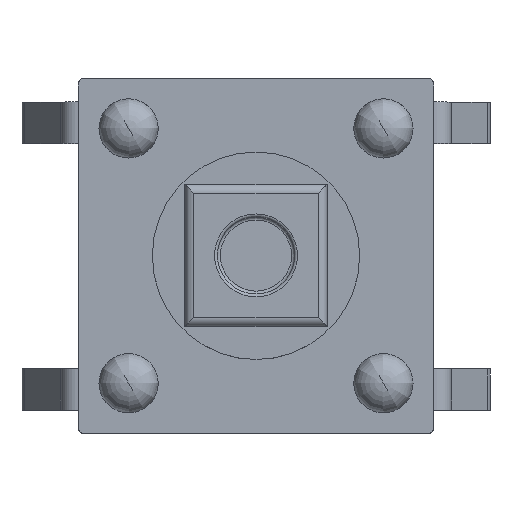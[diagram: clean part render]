
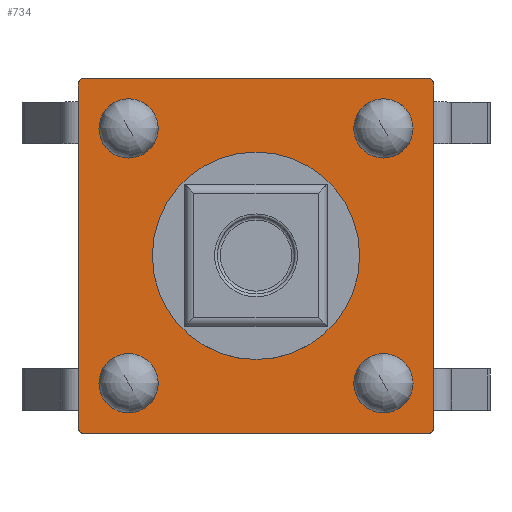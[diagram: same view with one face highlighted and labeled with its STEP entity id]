
A CAD part, top view. The second image highlights one B-rep face of the part: STEP entity #734.
In plain terms, the highlighted planar face has unit normal (0, 0, 1).
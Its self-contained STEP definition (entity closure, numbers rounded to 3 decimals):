
#734=ADVANCED_FACE('',(#2459,#2461,#2463,#2465,#2467,#2469),#2471,.T.);
#2459=FACE_BOUND('',#2460,.T.);
#2460=EDGE_LOOP('',(#3406,#3407,#3408,#3409,#3410,#3411,#3412,#3413));
#2461=FACE_BOUND('',#2462,.T.);
#2462=EDGE_LOOP('',(#3414));
#2463=FACE_BOUND('',#2464,.T.);
#2464=EDGE_LOOP('',(#3415));
#2465=FACE_BOUND('',#2466,.T.);
#2466=EDGE_LOOP('',(#3416));
#2467=FACE_BOUND('',#2468,.T.);
#2468=EDGE_LOOP('',(#3417));
#2469=FACE_BOUND('',#2470,.T.);
#2470=EDGE_LOOP('',(#3418));
#2471=PLANE('',#2472);
#2472=AXIS2_PLACEMENT_3D('',#2473,#2474,#2475);
#2473=CARTESIAN_POINT('',(0.,0.,3.5));
#2474=DIRECTION('',(0.,0.,1.));
#2475=DIRECTION('',(1.,0.,0.));
#3406=ORIENTED_EDGE('',*,*,#3969,.T.);
#3407=ORIENTED_EDGE('',*,*,#3970,.T.);
#3408=ORIENTED_EDGE('',*,*,#3971,.T.);
#3409=ORIENTED_EDGE('',*,*,#3972,.T.);
#3410=ORIENTED_EDGE('',*,*,#3973,.T.);
#3411=ORIENTED_EDGE('',*,*,#3974,.T.);
#3412=ORIENTED_EDGE('',*,*,#3975,.T.);
#3413=ORIENTED_EDGE('',*,*,#3976,.T.);
#3414=ORIENTED_EDGE('',*,*,#3977,.T.);
#3415=ORIENTED_EDGE('',*,*,#3978,.T.);
#3416=ORIENTED_EDGE('',*,*,#3979,.T.);
#3417=ORIENTED_EDGE('',*,*,#3980,.T.);
#3418=ORIENTED_EDGE('',*,*,#3981,.T.);
#3969=EDGE_CURVE('',#4444,#4445,#4446,.T.);
#3970=EDGE_CURVE('',#4445,#4447,#4448,.T.);
#3971=EDGE_CURVE('',#4447,#4449,#4450,.T.);
#3972=EDGE_CURVE('',#4449,#4451,#4452,.T.);
#3973=EDGE_CURVE('',#4451,#4453,#4454,.T.);
#3974=EDGE_CURVE('',#4453,#4455,#4456,.T.);
#3975=EDGE_CURVE('',#4455,#4457,#4458,.T.);
#3976=EDGE_CURVE('',#4457,#4444,#4459,.T.);
#3977=EDGE_CURVE('',#4460,#4460,#4461,.F.);
#3978=EDGE_CURVE('',#4462,#4462,#4463,.F.);
#3979=EDGE_CURVE('',#4464,#4464,#4465,.F.);
#3980=EDGE_CURVE('',#4466,#4466,#4467,.F.);
#3981=EDGE_CURVE('',#4468,#4468,#4469,.F.);
#4444=VERTEX_POINT('',#5419);
#4445=VERTEX_POINT('',#5420);
#4446=CIRCLE('',#5421,0.1);
#4447=VERTEX_POINT('',#5425);
#4448=LINE('',#5426,#5427);
#4449=VERTEX_POINT('',#5429);
#4450=CIRCLE('',#5430,0.1);
#4451=VERTEX_POINT('',#5434);
#4452=LINE('',#5435,#5436);
#4453=VERTEX_POINT('',#5438);
#4454=CIRCLE('',#5439,0.1);
#4455=VERTEX_POINT('',#5443);
#4456=LINE('',#5444,#5445);
#4457=VERTEX_POINT('',#5447);
#4458=CIRCLE('',#5448,0.1);
#4459=LINE('',#5452,#5453);
#4460=VERTEX_POINT('',#5455);
#4461=CIRCLE('',#5456,1.75);
#4462=VERTEX_POINT('',#5460);
#4463=CIRCLE('',#5461,0.4);
#4464=VERTEX_POINT('',#5465);
#4465=CIRCLE('',#5466,0.4);
#4466=VERTEX_POINT('',#5470);
#4467=CIRCLE('',#5471,0.4);
#4468=VERTEX_POINT('',#5475);
#4469=CIRCLE('',#5476,0.4);
#5419=CARTESIAN_POINT('',(2.9,-3.,3.5));
#5420=CARTESIAN_POINT('',(3.,-2.9,3.5));
#5421=AXIS2_PLACEMENT_3D('',#5422,#5423,#5424);
#5422=CARTESIAN_POINT('',(2.9,-2.9,3.5));
#5423=DIRECTION('',(0.,0.,1.));
#5424=DIRECTION('',(0.,-1.,0.));
#5425=CARTESIAN_POINT('',(3.,2.9,3.5));
#5426=CARTESIAN_POINT('',(3.,-2.9,3.5));
#5427=VECTOR('',#5428,1.);
#5428=DIRECTION('',(0.,1.,0.));
#5429=CARTESIAN_POINT('',(2.9,3.,3.5));
#5430=AXIS2_PLACEMENT_3D('',#5431,#5432,#5433);
#5431=CARTESIAN_POINT('',(2.9,2.9,3.5));
#5432=DIRECTION('',(0.,0.,1.));
#5433=DIRECTION('',(1.,0.,0.));
#5434=CARTESIAN_POINT('',(-2.9,3.,3.5));
#5435=CARTESIAN_POINT('',(2.9,3.,3.5));
#5436=VECTOR('',#5437,1.);
#5437=DIRECTION('',(-1.,0.,0.));
#5438=CARTESIAN_POINT('',(-3.,2.9,3.5));
#5439=AXIS2_PLACEMENT_3D('',#5440,#5441,#5442);
#5440=CARTESIAN_POINT('',(-2.9,2.9,3.5));
#5441=DIRECTION('',(0.,0.,1.));
#5442=DIRECTION('',(0.,1.,0.));
#5443=CARTESIAN_POINT('',(-3.,-2.9,3.5));
#5444=CARTESIAN_POINT('',(-3.,2.9,3.5));
#5445=VECTOR('',#5446,1.);
#5446=DIRECTION('',(0.,-1.,0.));
#5447=CARTESIAN_POINT('',(-2.9,-3.,3.5));
#5448=AXIS2_PLACEMENT_3D('',#5449,#5450,#5451);
#5449=CARTESIAN_POINT('',(-2.9,-2.9,3.5));
#5450=DIRECTION('',(0.,0.,1.));
#5451=DIRECTION('',(-1.,0.,0.));
#5452=CARTESIAN_POINT('',(-2.9,-3.,3.5));
#5453=VECTOR('',#5454,1.);
#5454=DIRECTION('',(1.,0.,0.));
#5455=CARTESIAN_POINT('',(1.75,0.,3.5));
#5456=AXIS2_PLACEMENT_3D('',#5457,#5458,#5459);
#5457=CARTESIAN_POINT('',(0.,0.,3.5));
#5458=DIRECTION('',(0.,0.,1.));
#5459=DIRECTION('',(1.,0.,0.));
#5460=CARTESIAN_POINT('',(-1.75,2.15,3.5));
#5461=AXIS2_PLACEMENT_3D('',#5462,#5463,#5464);
#5462=CARTESIAN_POINT('',(-2.15,2.15,3.5));
#5463=DIRECTION('',(0.,0.,1.));
#5464=DIRECTION('',(1.,0.,0.));
#5465=CARTESIAN_POINT('',(-1.75,-2.15,3.5));
#5466=AXIS2_PLACEMENT_3D('',#5467,#5468,#5469);
#5467=CARTESIAN_POINT('',(-2.15,-2.15,3.5));
#5468=DIRECTION('',(0.,0.,1.));
#5469=DIRECTION('',(1.,0.,0.));
#5470=CARTESIAN_POINT('',(2.55,2.15,3.5));
#5471=AXIS2_PLACEMENT_3D('',#5472,#5473,#5474);
#5472=CARTESIAN_POINT('',(2.15,2.15,3.5));
#5473=DIRECTION('',(0.,0.,1.));
#5474=DIRECTION('',(1.,0.,0.));
#5475=CARTESIAN_POINT('',(2.55,-2.15,3.5));
#5476=AXIS2_PLACEMENT_3D('',#5477,#5478,#5479);
#5477=CARTESIAN_POINT('',(2.15,-2.15,3.5));
#5478=DIRECTION('',(0.,0.,1.));
#5479=DIRECTION('',(1.,0.,0.));
